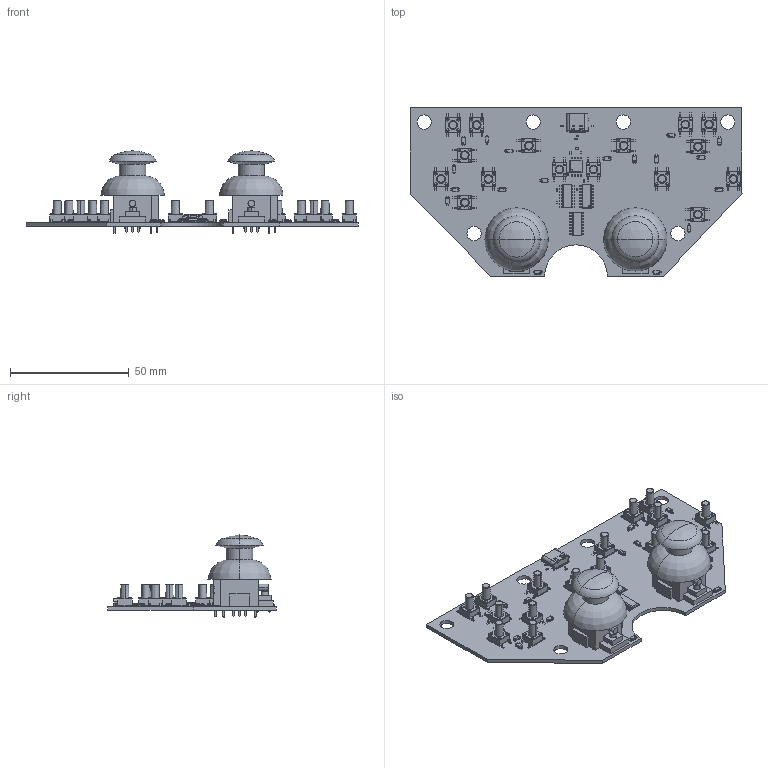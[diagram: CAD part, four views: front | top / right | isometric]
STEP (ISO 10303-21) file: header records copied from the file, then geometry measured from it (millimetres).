
FILE_DESCRIPTION(('KiCad electronic assembly'),'2;1');
FILE_NAME('open_game_pad_classic.step','2024-08-14T03:35:18',('Pcbnew'), ('Kicad'),'Open CASCADE STEP processor 7.6','KiCad to STEP converter', 'Unknown');
FILE_SCHEMA(('AUTOMOTIVE_DESIGN { 1 0 10303 214 1 1 1 1 }'));
Length unit declared in the file: millimetre
Products named in the file (26): open_game_pad_classic 1; R_0402_1005Metric; C_0402_1005Metric; D_SOD-123; D_SOD_123; TS04-66-95-BK-100-SMT--3DModel-STEP-56544; TS04-66-95-BK-100-SMT; 74HC595DR; DS90C031TM; D_0603_1608Metric; D_0603; SN74HC163DR; D16; 74HC4052D,653; 74HC390D,652; ATTINY85-20SU--3DModel-STEP-269445; ATTINY85-20SU; COM-09032; R_0201_0603Metric; USB-C-RECEPTACLE-HCTL-HC-TYPE-C-16P-01A; TYPE-C-31-M-12; open_game_pad_classic_PCB
Assembly tree (68 placements, depth 3):
  open_game_pad_classic 1
    R_0402_1005Metric  x4
      R_0402_1005Metric
    C_0402_1005Metric  x5
      C_0402_1005Metric
    D_SOD-123  x18
      D_SOD_123
    TS04-66-95-BK-100-SMT--3DModel-STEP-56544  x16
      TS04-66-95-BK-100-SMT
    74HC595DR
      DS90C031TM
    D_0603_1608Metric
      D_0603
    SN74HC163DR
      D16
    74HC4052D,653
      74HC390D,652
    ATTINY85-20SU--3DModel-STEP-269445
      ATTINY85-20SU
    COM-09032  x2
      COM-09032
    R_0201_0603Metric  x4
      R_0201_0603Metric
    USB-C-RECEPTACLE-HCTL-HC-TYPE-C-16P-01A
      TYPE-C-31-M-12
    open_game_pad_classic_PCB
Bounding box: 140 x 71 x 34.67 mm (x, y, z)
Volume: 29295.8 mm3; surface area: 35903.4 mm2
Topology: 387 solids, 387 shells, 5350 faces, 12607 edges, 8088 vertices
Faces by surface type: plane 3467, cylinder 1179, bspline 468, sphere 132, cone 60, torus 36, revolution 8
Full cylindrical faces by diameter (mm): 0.65 x2, 0.889 x12, 0.9 x8, 1.397 x8, 6 x6
Entity records: 64514 total; most frequent: CARTESIAN_POINT 11308, DIRECTION 10421, ORIENTED_EDGE 10386, EDGE_CURVE 5193, LINE 4041, VECTOR 4041, VERTEX_POINT 3391, AXIS2_PLACEMENT_3D 3188
